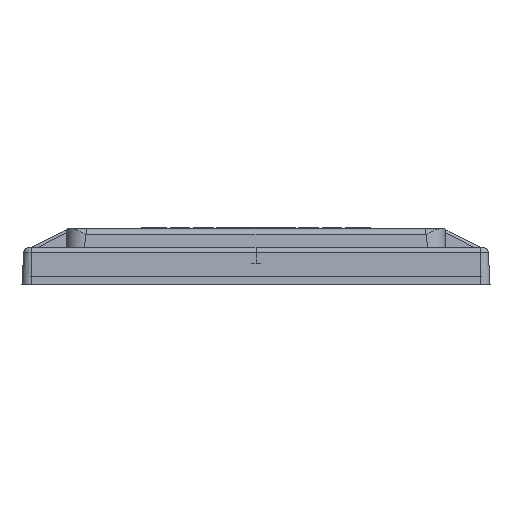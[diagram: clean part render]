
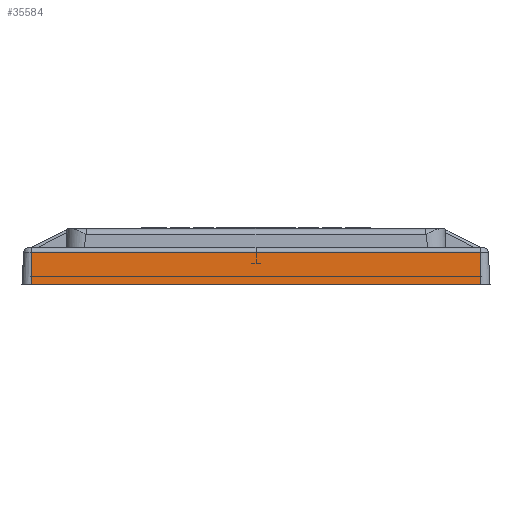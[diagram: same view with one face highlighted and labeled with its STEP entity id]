
A CAD part, left-side view. The second image highlights one B-rep face of the part: STEP entity #35584.
In plain terms, the highlighted planar face has unit normal (-0.999, 0, 0.052).
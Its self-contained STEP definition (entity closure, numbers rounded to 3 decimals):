
#420=CARTESIAN_POINT('',(-127.5,35.996,-1.701));
#514=CARTESIAN_POINT('',(-127.231,-35.996,3.437));
#993=DIRECTION('',(0.,1.,0.));
#994=VECTOR('',#993,71.992);
#995=CARTESIAN_POINT('',(-127.231,-35.996,3.437));
#996=LINE('',#995,#994);
#1024=DIRECTION('',(0.,1.,0.));
#1025=VECTOR('',#1024,71.992);
#1026=CARTESIAN_POINT('',(-127.5,-35.996,
-1.701));
#1027=LINE('',#1026,#1025);
#1032=DIRECTION('',(0.052,0.,0.999));
#1033=VECTOR('',#1032,5.145);
#1034=CARTESIAN_POINT('',(-127.5,-35.996,
-1.701));
#1035=LINE('',#1034,#1033);
#1036=DIRECTION('',(-0.052,0.,-0.999));
#1037=VECTOR('',#1036,5.145);
#1038=CARTESIAN_POINT('',(-127.231,35.996,3.437));
#1039=LINE('',#1038,#1037);
#29428=VERTEX_POINT('',#420);
#29429=CARTESIAN_POINT('',(-127.5,-35.996,
-1.701));
#29430=VERTEX_POINT('',#29429);
#29474=VERTEX_POINT('',#514);
#29718=CARTESIAN_POINT('',(-127.231,35.996,
3.437));
#29719=VERTEX_POINT('',#29718);
#35571=CARTESIAN_POINT('',(-127.5,-40.187,-1.701));
#35572=DIRECTION('',(-0.999,0.,0.052));
#35573=DIRECTION('',(0.,1.,0.));
#35574=AXIS2_PLACEMENT_3D('',#35571,#35572,#35573);
#35575=PLANE('',#35574);
#35576=ORIENTED_EDGE('',*,*,#35557,.F.);
#35578=ORIENTED_EDGE('',*,*,#35577,.F.);
#35579=ORIENTED_EDGE('',*,*,#34768,.T.);
#35581=ORIENTED_EDGE('',*,*,#35580,.F.);
#35582=EDGE_LOOP('',(#35576,#35578,#35579,#35581));
#35583=FACE_OUTER_BOUND('',#35582,.F.);
#34768=EDGE_CURVE('',#29430,#29428,#1027,.T.);
#35557=EDGE_CURVE('',#29474,#29719,#996,.T.);
#35577=EDGE_CURVE('',#29430,#29474,#1035,.T.);
#35580=EDGE_CURVE('',#29719,#29428,#1039,.T.);
#35584=ADVANCED_FACE('',(#35583),#35575,.T.);
